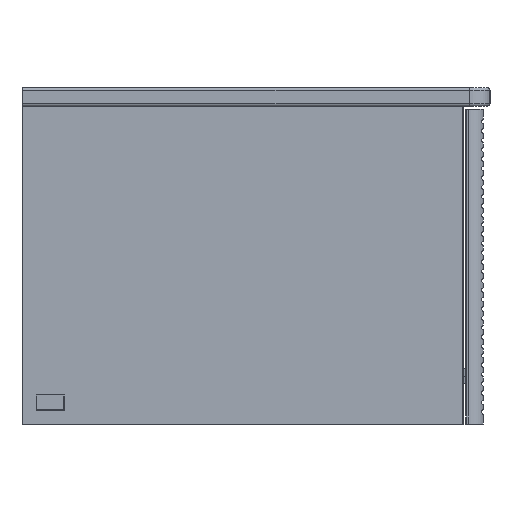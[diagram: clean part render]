
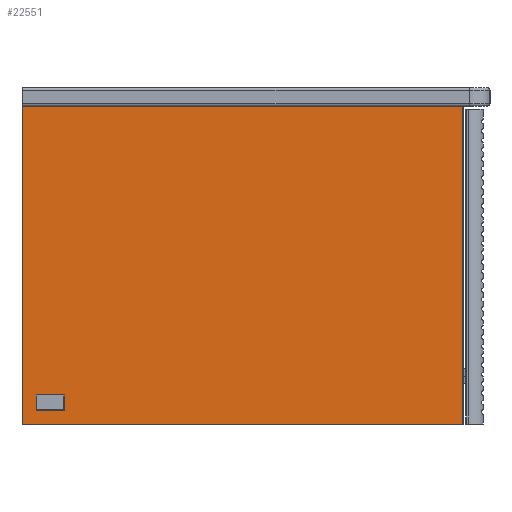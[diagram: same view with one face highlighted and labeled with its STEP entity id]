
A CAD part, left-side view. The second image highlights one B-rep face of the part: STEP entity #22551.
In plain terms, the highlighted planar face has unit normal (-1, 0, 0).
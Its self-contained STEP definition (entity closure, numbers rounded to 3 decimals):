
#22400=CARTESIAN_POINT('',(59077.145,-9000.287,170.0));
#22401=VERTEX_POINT('',#22400);
#22408=CARTESIAN_POINT('',(59077.145,-9000.287,-170.0));
#22409=VERTEX_POINT('',#22408);
#22410=CARTESIAN_POINT('',(59077.145,-9000.287,170.0));
#22411=DIRECTION('',(0.0,0.0,-1.0));
#22412=VECTOR('',#22411,340.0);
#22413=LINE('',#22410,#22412);
#22414=EDGE_CURVE('',#22401,#22409,#22413,.T.);
#22470=CARTESIAN_POINT('',(59077.145,-8529.287,-170.0));
#22471=VERTEX_POINT('',#22470);
#22472=CARTESIAN_POINT('',(59077.145,-8529.287,-170.0));
#22473=DIRECTION('',(0.0,-1.0,0.0));
#22474=VECTOR('',#22473,471.0);
#22475=LINE('',#22472,#22474);
#22476=EDGE_CURVE('',#22471,#22409,#22475,.T.);
#22528=CARTESIAN_POINT('',(59077.145,-8764.787,-170.001));
#22529=DIRECTION('',(-1.0,0.0,0.0));
#22530=DIRECTION('',(0.0,0.0,1.0));
#22531=AXIS2_PLACEMENT_3D('',#22528,#22529,#22530);
#22532=PLANE('',#22531);
#22533=ORIENTED_EDGE('',*,*,#22414,.F.);
#22534=CARTESIAN_POINT('',(59077.145,-8529.287,170.0));
#22535=VERTEX_POINT('',#22534);
#22536=CARTESIAN_POINT('',(59077.145,-8529.287,170.0));
#22537=DIRECTION('',(0.0,-1.0,0.0));
#22538=VECTOR('',#22537,471.0);
#22539=LINE('',#22536,#22538);
#22540=EDGE_CURVE('',#22535,#22401,#22539,.T.);
#22541=ORIENTED_EDGE('',*,*,#22540,.F.);
#22542=CARTESIAN_POINT('',(59077.145,-8529.287,-170.0));
#22543=DIRECTION('',(0.0,0.0,1.0));
#22544=VECTOR('',#22543,340.0);
#22545=LINE('',#22542,#22544);
#22546=EDGE_CURVE('',#22471,#22535,#22545,.T.);
#22547=ORIENTED_EDGE('',*,*,#22546,.F.);
#22548=ORIENTED_EDGE('',*,*,#22476,.T.);
#22549=EDGE_LOOP('',(#22533,#22541,#22547,#22548));
#22550=FACE_OUTER_BOUND('',#22549,.T.);
#22551=ADVANCED_FACE('',(#22550),#22532,.T.);
